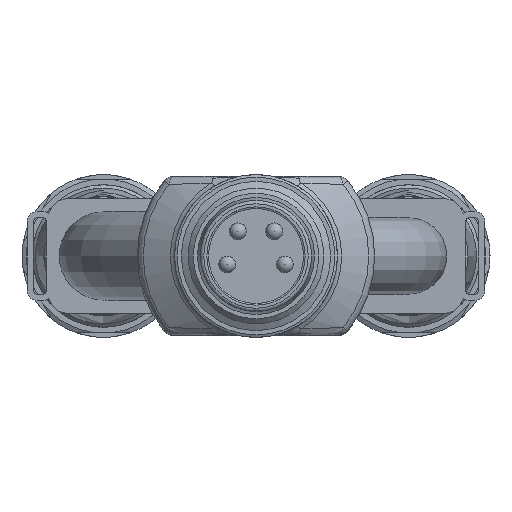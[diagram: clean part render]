
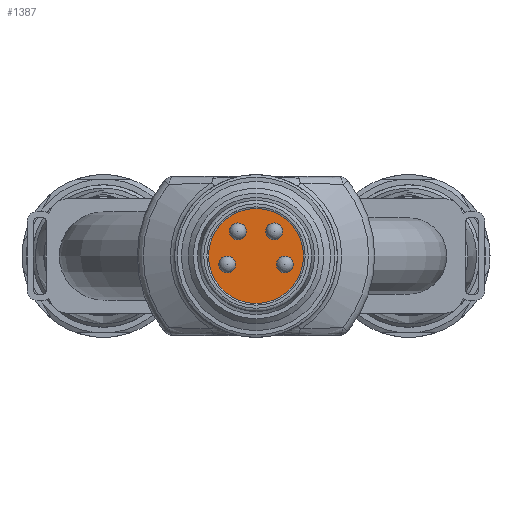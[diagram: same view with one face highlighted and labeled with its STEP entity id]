
A CAD part, left-side view. The second image highlights one B-rep face of the part: STEP entity #1387.
In plain terms, the highlighted planar face has unit normal (-1, 0, 0).
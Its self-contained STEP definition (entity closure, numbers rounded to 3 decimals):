
#1387=ADVANCED_FACE('',(#3549,#3550,#3551,#3552,#3553),#1759,.T.);
#1759=PLANE('',#11598);
#3549=FACE_BOUND('',#4169,.T.);
#3550=FACE_BOUND('',#4170,.T.);
#3551=FACE_BOUND('',#4171,.T.);
#3552=FACE_BOUND('',#4172,.T.);
#3553=FACE_BOUND('',#4173,.T.);
#4169=EDGE_LOOP('',(#6445));
#4170=EDGE_LOOP('',(#6446));
#4171=EDGE_LOOP('',(#6447));
#4172=EDGE_LOOP('',(#6448));
#4173=EDGE_LOOP('',(#6449));
#6445=ORIENTED_EDGE('',*,*,#9586,.T.);
#6446=ORIENTED_EDGE('',*,*,#9587,.T.);
#6447=ORIENTED_EDGE('',*,*,#9585,.T.);
#6448=ORIENTED_EDGE('',*,*,#9584,.T.);
#6449=ORIENTED_EDGE('',*,*,#9583,.T.);
#8219=VERTEX_POINT('',#20333);
#8220=VERTEX_POINT('',#20336);
#8221=VERTEX_POINT('',#20339);
#8222=VERTEX_POINT('',#20342);
#8223=VERTEX_POINT('',#20345);
#9583=EDGE_CURVE('',#8219,#8219,#10595,.T.);
#9584=EDGE_CURVE('',#8220,#8220,#10596,.T.);
#9585=EDGE_CURVE('',#8221,#8221,#10597,.T.);
#9586=EDGE_CURVE('',#8222,#8222,#10598,.T.);
#9587=EDGE_CURVE('',#8223,#8223,#10599,.T.);
#10595=CIRCLE('',#11589,0.5);
#10596=CIRCLE('',#11591,0.5);
#10597=CIRCLE('',#11593,0.5);
#10598=CIRCLE('',#11595,0.5);
#10599=CIRCLE('',#11597,2.8);
#11589=AXIS2_PLACEMENT_3D('',#20332,#14068,#14069);
#11591=AXIS2_PLACEMENT_3D('',#20335,#14072,#14073);
#11593=AXIS2_PLACEMENT_3D('',#20338,#14076,#14077);
#11595=AXIS2_PLACEMENT_3D('',#20341,#14080,#14081);
#11597=AXIS2_PLACEMENT_3D('',#20344,#14084,#14085);
#11598=AXIS2_PLACEMENT_3D('',#20346,#14086,#14087);
#14068=DIRECTION('',(1.,0.,0.));
#14069=DIRECTION('',(0.,1.,0.));
#14072=DIRECTION('',(1.,0.,0.));
#14073=DIRECTION('',(0.,1.,0.));
#14076=DIRECTION('',(1.,0.,0.));
#14077=DIRECTION('',(0.,1.,0.));
#14080=DIRECTION('',(1.,0.,0.));
#14081=DIRECTION('',(0.,1.,0.));
#14084=DIRECTION('',(-1.,0.,0.));
#14085=DIRECTION('',(0.,1.,0.));
#14086=DIRECTION('',(-1.,0.,0.));
#14087=DIRECTION('',(0.,1.,0.));
#20332=CARTESIAN_POINT('',(-9.2,-1.075,1.45));
#20333=CARTESIAN_POINT('',(-9.2,-0.575,1.45));
#20335=CARTESIAN_POINT('',(-9.2,1.7,-0.5));
#20336=CARTESIAN_POINT('',(-9.2,2.2,-0.5));
#20338=CARTESIAN_POINT('',(-9.2,1.075,1.45));
#20339=CARTESIAN_POINT('',(-9.2,1.575,1.45));
#20341=CARTESIAN_POINT('',(-9.2,-1.7,-0.5));
#20342=CARTESIAN_POINT('',(-9.2,-1.2,-0.5));
#20344=CARTESIAN_POINT('',(-9.2,0.,0.));
#20345=CARTESIAN_POINT('',(-9.2,2.8,0.));
#20346=CARTESIAN_POINT('',(-9.2,-2.9,0.));
